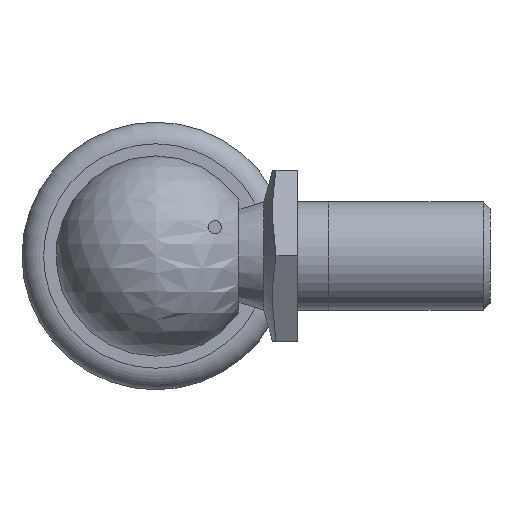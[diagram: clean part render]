
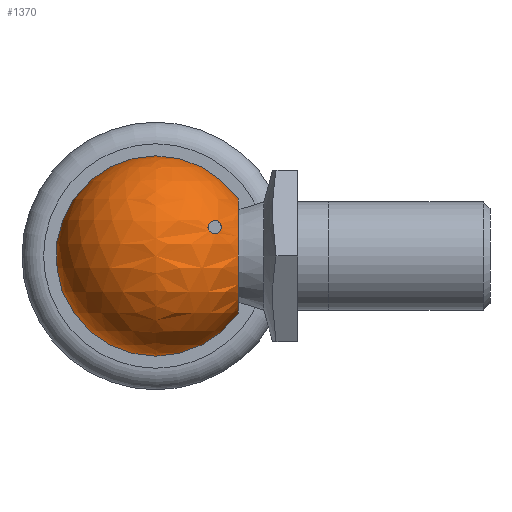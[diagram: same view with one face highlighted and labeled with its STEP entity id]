
A CAD part, left-side view. The second image highlights one B-rep face of the part: STEP entity #1370.
In plain terms, the highlighted spherical face has radius 7.417 mm.
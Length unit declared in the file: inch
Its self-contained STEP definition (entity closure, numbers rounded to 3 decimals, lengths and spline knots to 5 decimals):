
#89=SPHERICAL_SURFACE('',#1532,0.292);
#102=FACE_BOUND('',#276,.T.);
#103=FACE_BOUND('',#277,.T.);
#104=FACE_BOUND('',#278,.T.);
#190=FACE_OUTER_BOUND('',#275,.T.);
#275=EDGE_LOOP('',(#1087,#1088));
#276=EDGE_LOOP('',(#1089,#1090,#1091));
#277=EDGE_LOOP('',(#1092,#1093));
#278=EDGE_LOOP('',(#1094));
#342=CIRCLE('',#1457,0.191);
#347=CIRCLE('',#1462,0.191);
#389=CIRCLE('',#1520,0.16632);
#396=CIRCLE('',#1533,0.292);
#559=B_SPLINE_CURVE_WITH_KNOTS('',3,(#2178,#2179,#2180,#2181,#2182,#2183,
#2184,#2185,#2186,#2187,#2188,#2189,#2190,#2191,#2192,#2193,#2194,#2195,
#2196,#2197,#2198,#2199,#2200),.UNSPECIFIED.,.F.,.F.,(4,2,2,2,3,2,2,2,2,
2,4),(-0.06858,-0.06818,-0.04308,-0.02154,
0.,0.01839,0.03677,0.05962,0.08246,
0.10784,0.11377),.UNSPECIFIED.);
#562=B_SPLINE_CURVE_WITH_KNOTS('',3,(#2223,#2224,#2225,#2226,#2227,#2228,
#2229,#2230,#2231,#2232,#2233,#2234,#2235,#2236,#2237,#2238,#2239,#2240),
 .UNSPECIFIED.,.F.,.F.,(4,2,2,2,2,2,2,2,4),(0.,0.02154,0.04308,
0.06818,0.09329,0.11539,0.13749,
0.1559,0.17431),.UNSPECIFIED.);
#563=B_SPLINE_CURVE_WITH_KNOTS('',3,(#2241,#2242,#2243,#2244,#2245,#2246,
#2247,#2248,#2249,#2250,#2251,#2252,#2253,#2254,#2255,#2256,#2257,#2258),
 .UNSPECIFIED.,.F.,.F.,(4,2,2,2,2,2,2,2,4),(0.17431,0.19509,
0.21586,0.24124,0.26662,0.28946,
0.31231,0.33069,0.34908),.UNSPECIFIED.);
#573=VERTEX_POINT('',#2164);
#574=VERTEX_POINT('',#2177);
#577=VERTEX_POINT('',#2221);
#578=VERTEX_POINT('',#2222);
#587=VERTEX_POINT('',#2330);
#629=VERTEX_POINT('',#2438);
#636=VERTEX_POINT('',#2461);
#637=VERTEX_POINT('',#2462);
#727=EDGE_CURVE('',#574,#573,#559,.T.);
#731=EDGE_CURVE('',#577,#578,#562,.T.);
#732=EDGE_CURVE('',#578,#577,#563,.T.);
#746=EDGE_CURVE('',#574,#587,#342,.T.);
#751=EDGE_CURVE('',#587,#573,#347,.T.);
#796=EDGE_CURVE('',#629,#629,#389,.T.);
#806=EDGE_CURVE('',#636,#637,#396,.T.);
#1087=ORIENTED_EDGE('',*,*,#806,.T.);
#1088=ORIENTED_EDGE('',*,*,#806,.F.);
#1089=ORIENTED_EDGE('',*,*,#727,.T.);
#1090=ORIENTED_EDGE('',*,*,#751,.F.);
#1091=ORIENTED_EDGE('',*,*,#746,.F.);
#1092=ORIENTED_EDGE('',*,*,#731,.T.);
#1093=ORIENTED_EDGE('',*,*,#732,.T.);
#1094=ORIENTED_EDGE('',*,*,#796,.T.);
#1370=ADVANCED_FACE('',(#190,#102,#103,#104),#89,.T.);
#1457=AXIS2_PLACEMENT_3D('',#2331,#1681,#1682);
#1462=AXIS2_PLACEMENT_3D('',#2339,#1691,#1692);
#1520=AXIS2_PLACEMENT_3D('',#2439,#1810,#1811);
#1532=AXIS2_PLACEMENT_3D('',#2460,#1837,#1838);
#1533=AXIS2_PLACEMENT_3D('',#2463,#1839,#1840);
#1681=DIRECTION('center_axis',(1.,0.,0.));
#1682=DIRECTION('ref_axis',(0.,1.,0.));
#1691=DIRECTION('center_axis',(1.,0.,0.));
#1692=DIRECTION('ref_axis',(0.,1.,0.));
#1810=DIRECTION('center_axis',(0.,1.,0.));
#1811=DIRECTION('ref_axis',(0.,0.,-1.));
#1837=DIRECTION('center_axis',(0.,0.,1.));
#1838=DIRECTION('ref_axis',(1.,0.,0.));
#1839=DIRECTION('center_axis',(0.,-1.,0.));
#1840=DIRECTION('ref_axis',(-1.,0.,0.));
#2164=CARTESIAN_POINT('',(0.22087,-0.16203,0.10112));
#2177=CARTESIAN_POINT('',(0.22087,-0.17918,0.06615));
#2178=CARTESIAN_POINT('Ctrl Pts',(0.22087,-0.17918,
0.06615));
#2179=CARTESIAN_POINT('Ctrl Pts',(0.22083,-0.17922,
0.06617));
#2180=CARTESIAN_POINT('Ctrl Pts',(0.22079,-0.17926,
0.06619));
#2181=CARTESIAN_POINT('Ctrl Pts',(0.21844,-0.18175,0.06727));
#2182=CARTESIAN_POINT('Ctrl Pts',(0.21609,-0.18396,
0.06886));
#2183=CARTESIAN_POINT('Ctrl Pts',(0.21216,-0.18718,
0.07228));
#2184=CARTESIAN_POINT('Ctrl Pts',(0.21025,-0.18855,
0.07429));
#2185=CARTESIAN_POINT('Ctrl Pts',(0.20683,-0.19046,
0.07888));
#2186=CARTESIAN_POINT('Ctrl Pts',(0.20532,-0.191,0.08146));
#2187=CARTESIAN_POINT('Ctrl Pts',(0.20424,-0.191,0.08408));
#2188=CARTESIAN_POINT('Ctrl Pts',(0.20332,-0.191,0.08631));
#2189=CARTESIAN_POINT('Ctrl Pts',(0.20264,-0.19058,
0.0888));
#2190=CARTESIAN_POINT('Ctrl Pts',(0.20224,-0.18877,
0.09347));
#2191=CARTESIAN_POINT('Ctrl Pts',(0.20252,-0.18737,
0.09564));
#2192=CARTESIAN_POINT('Ctrl Pts',(0.20394,-0.18382,0.09947));
#2193=CARTESIAN_POINT('Ctrl Pts',(0.20529,-0.18142,
0.10108));
#2194=CARTESIAN_POINT('Ctrl Pts',(0.20859,-0.17643,
0.10314));
#2195=CARTESIAN_POINT('Ctrl Pts',(0.21054,-0.17383,
0.10358));
#2196=CARTESIAN_POINT('Ctrl Pts',(0.21452,-0.16891,
0.10358));
#2197=CARTESIAN_POINT('Ctrl Pts',(0.21688,-0.16621,0.10304));
#2198=CARTESIAN_POINT('Ctrl Pts',(0.21978,-0.16315,0.10171));
#2199=CARTESIAN_POINT('Ctrl Pts',(0.22032,-0.16258,
0.10143));
#2200=CARTESIAN_POINT('Ctrl Pts',(0.22087,-0.16203,
0.10112));
#2221=CARTESIAN_POINT('',(-0.20424,-0.191,0.08408));
#2222=CARTESIAN_POINT('',(-0.23472,-0.152,0.08408));
#2223=CARTESIAN_POINT('Ctrl Pts',(-0.20424,-0.191,0.08408));
#2224=CARTESIAN_POINT('Ctrl Pts',(-0.20532,-0.191,0.08146));
#2225=CARTESIAN_POINT('Ctrl Pts',(-0.20683,-0.19046,
0.07888));
#2226=CARTESIAN_POINT('Ctrl Pts',(-0.21025,-0.18855,
0.07429));
#2227=CARTESIAN_POINT('Ctrl Pts',(-0.21216,-0.18718,
0.07228));
#2228=CARTESIAN_POINT('Ctrl Pts',(-0.21609,-0.18396,
0.06886));
#2229=CARTESIAN_POINT('Ctrl Pts',(-0.21844,-0.18175,
0.06727));
#2230=CARTESIAN_POINT('Ctrl Pts',(-0.22307,-0.17684,
0.06513));
#2231=CARTESIAN_POINT('Ctrl Pts',(-0.22535,-0.17413,
0.06458));
#2232=CARTESIAN_POINT('Ctrl Pts',(-0.22908,-0.16918,
0.06458));
#2233=CARTESIAN_POINT('Ctrl Pts',(-0.23085,-0.16659,
0.06501));
#2234=CARTESIAN_POINT('Ctrl Pts',(-0.23379,-0.16162,
0.06705));
#2235=CARTESIAN_POINT('Ctrl Pts',(-0.23495,-0.15924,
0.06865));
#2236=CARTESIAN_POINT('Ctrl Pts',(-0.23619,-0.15569,
0.07242));
#2237=CARTESIAN_POINT('Ctrl Pts',(-0.23644,-0.15428,
0.07459));
#2238=CARTESIAN_POINT('Ctrl Pts',(-0.23611,-0.15243,
0.07928));
#2239=CARTESIAN_POINT('Ctrl Pts',(-0.23553,-0.152,0.0818));
#2240=CARTESIAN_POINT('Ctrl Pts',(-0.23472,-0.152,0.08408));
#2241=CARTESIAN_POINT('Ctrl Pts',(-0.23472,-0.152,0.08408));
#2242=CARTESIAN_POINT('Ctrl Pts',(-0.2338,-0.152,0.08664));
#2243=CARTESIAN_POINT('Ctrl Pts',(-0.23248,-0.15253,
0.08922));
#2244=CARTESIAN_POINT('Ctrl Pts',(-0.22942,-0.15441,
0.09379));
#2245=CARTESIAN_POINT('Ctrl Pts',(-0.22767,-0.15576,
0.09579));
#2246=CARTESIAN_POINT('Ctrl Pts',(-0.22392,-0.159,
0.09927));
#2247=CARTESIAN_POINT('Ctrl Pts',(-0.22158,-0.16125,
0.10088));
#2248=CARTESIAN_POINT('Ctrl Pts',(-0.21688,-0.16621,
0.10304));
#2249=CARTESIAN_POINT('Ctrl Pts',(-0.21452,-0.16891,
0.10358));
#2250=CARTESIAN_POINT('Ctrl Pts',(-0.21054,-0.17383,
0.10358));
#2251=CARTESIAN_POINT('Ctrl Pts',(-0.20859,-0.17643,
0.10314));
#2252=CARTESIAN_POINT('Ctrl Pts',(-0.20529,-0.18142,
0.10108));
#2253=CARTESIAN_POINT('Ctrl Pts',(-0.20394,-0.18382,
0.09947));
#2254=CARTESIAN_POINT('Ctrl Pts',(-0.20252,-0.18737,
0.09564));
#2255=CARTESIAN_POINT('Ctrl Pts',(-0.20224,-0.18877,
0.09347));
#2256=CARTESIAN_POINT('Ctrl Pts',(-0.20264,-0.19058,
0.0888));
#2257=CARTESIAN_POINT('Ctrl Pts',(-0.20332,-0.191,0.08631));
#2258=CARTESIAN_POINT('Ctrl Pts',(-0.20424,-0.191,0.08408));
#2330=CARTESIAN_POINT('',(0.22087,0.,0.191));
#2331=CARTESIAN_POINT('Origin',(0.22087,0.,0.));
#2339=CARTESIAN_POINT('Origin',(0.22087,0.,0.));
#2438=CARTESIAN_POINT('',(0.,-0.24,0.16632));
#2439=CARTESIAN_POINT('Origin',(0.,-0.24,0.));
#2460=CARTESIAN_POINT('Origin',(0.,0.,0.));
#2461=CARTESIAN_POINT('',(0.,0.,0.292));
#2462=CARTESIAN_POINT('',(0.,0.,-0.292));
#2463=CARTESIAN_POINT('Origin',(0.,0.,0.));
